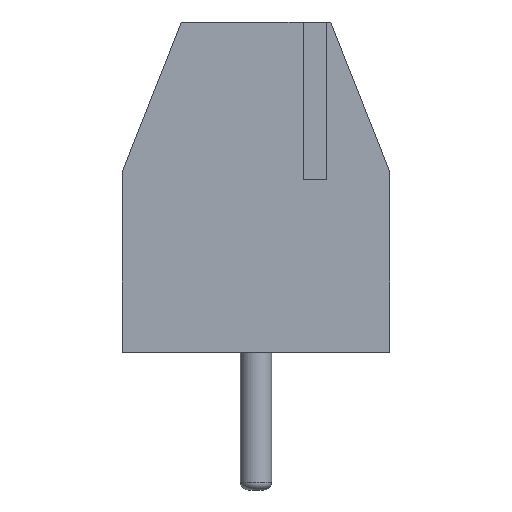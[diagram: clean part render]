
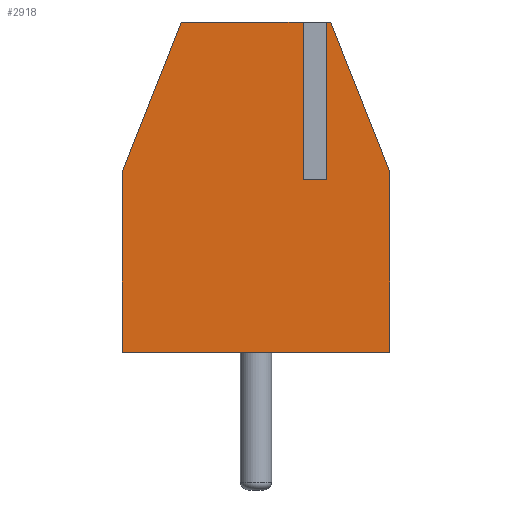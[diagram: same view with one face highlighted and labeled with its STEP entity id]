
A CAD part, left-side view. The second image highlights one B-rep face of the part: STEP entity #2918.
In plain terms, the highlighted planar face has unit normal (-1, 0, 0).
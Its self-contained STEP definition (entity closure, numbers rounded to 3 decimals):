
#2918 = ADVANCED_FACE('',(#2919),#3001,.F.);
#2919 = FACE_BOUND('',#2920,.F.);
#2920 = EDGE_LOOP('',(#2921,#2931,#2939,#2947,#2955,#2963,#2971,#2979,
    #2987,#2995));
#2921 = ORIENTED_EDGE('',*,*,#2922,.F.);
#2922 = EDGE_CURVE('',#2923,#2925,#2927,.T.);
#2923 = VERTEX_POINT('',#2924);
#2924 = CARTESIAN_POINT('',(-1.75,-3.4,4.6));
#2925 = VERTEX_POINT('',#2926);
#2926 = CARTESIAN_POINT('',(-1.75,-1.9,8.4));
#2927 = LINE('',#2928,#2929);
#2928 = CARTESIAN_POINT('',(-1.75,-3.811,3.56));
#2929 = VECTOR('',#2930,1.);
#2930 = DIRECTION('',(0.,0.367,0.93));
#2931 = ORIENTED_EDGE('',*,*,#2932,.F.);
#2932 = EDGE_CURVE('',#2933,#2923,#2935,.T.);
#2933 = VERTEX_POINT('',#2934);
#2934 = CARTESIAN_POINT('',(-1.75,-3.4,0.));
#2935 = LINE('',#2936,#2937);
#2936 = CARTESIAN_POINT('',(-1.75,-3.4,0.));
#2937 = VECTOR('',#2938,1.);
#2938 = DIRECTION('',(0.,0.,1.));
#2939 = ORIENTED_EDGE('',*,*,#2940,.T.);
#2940 = EDGE_CURVE('',#2933,#2941,#2943,.T.);
#2941 = VERTEX_POINT('',#2942);
#2942 = CARTESIAN_POINT('',(-1.75,3.4,0.));
#2943 = LINE('',#2944,#2945);
#2944 = CARTESIAN_POINT('',(-1.75,-3.4,0.));
#2945 = VECTOR('',#2946,1.);
#2946 = DIRECTION('',(0.,1.,0.));
#2947 = ORIENTED_EDGE('',*,*,#2948,.T.);
#2948 = EDGE_CURVE('',#2941,#2949,#2951,.T.);
#2949 = VERTEX_POINT('',#2950);
#2950 = CARTESIAN_POINT('',(-1.75,3.4,4.6));
#2951 = LINE('',#2952,#2953);
#2952 = CARTESIAN_POINT('',(-1.75,3.4,0.));
#2953 = VECTOR('',#2954,1.);
#2954 = DIRECTION('',(0.,0.,1.));
#2955 = ORIENTED_EDGE('',*,*,#2956,.T.);
#2956 = EDGE_CURVE('',#2949,#2957,#2959,.T.);
#2957 = VERTEX_POINT('',#2958);
#2958 = CARTESIAN_POINT('',(-1.75,1.9,8.4));
#2959 = LINE('',#2960,#2961);
#2960 = CARTESIAN_POINT('',(-1.75,3.352,4.721));
#2961 = VECTOR('',#2962,1.);
#2962 = DIRECTION('',(0.,-0.367,0.93));
#2963 = ORIENTED_EDGE('',*,*,#2964,.F.);
#2964 = EDGE_CURVE('',#2965,#2957,#2967,.T.);
#2965 = VERTEX_POINT('',#2966);
#2966 = CARTESIAN_POINT('',(-1.75,-1.3,8.4));
#2967 = LINE('',#2968,#2969);
#2968 = CARTESIAN_POINT('',(-1.75,-3.4,8.4));
#2969 = VECTOR('',#2970,1.);
#2970 = DIRECTION('',(0.,1.,0.));
#2971 = ORIENTED_EDGE('',*,*,#2972,.F.);
#2972 = EDGE_CURVE('',#2973,#2965,#2975,.T.);
#2973 = VERTEX_POINT('',#2974);
#2974 = CARTESIAN_POINT('',(-1.75,-1.3,4.4));
#2975 = LINE('',#2976,#2977);
#2976 = CARTESIAN_POINT('',(-1.75,-1.3,4.4));
#2977 = VECTOR('',#2978,1.);
#2978 = DIRECTION('',(0.,0.,1.));
#2979 = ORIENTED_EDGE('',*,*,#2980,.F.);
#2980 = EDGE_CURVE('',#2981,#2973,#2983,.T.);
#2981 = VERTEX_POINT('',#2982);
#2982 = CARTESIAN_POINT('',(-1.75,-1.7,4.4));
#2983 = LINE('',#2984,#2985);
#2984 = CARTESIAN_POINT('',(-1.75,-1.8,4.4));
#2985 = VECTOR('',#2986,1.);
#2986 = DIRECTION('',(0.,1.,0.));
#2987 = ORIENTED_EDGE('',*,*,#2988,.T.);
#2988 = EDGE_CURVE('',#2981,#2989,#2991,.T.);
#2989 = VERTEX_POINT('',#2990);
#2990 = CARTESIAN_POINT('',(-1.75,-1.7,8.4));
#2991 = LINE('',#2992,#2993);
#2992 = CARTESIAN_POINT('',(-1.75,-1.7,4.4));
#2993 = VECTOR('',#2994,1.);
#2994 = DIRECTION('',(0.,0.,1.));
#2995 = ORIENTED_EDGE('',*,*,#2996,.F.);
#2996 = EDGE_CURVE('',#2925,#2989,#2997,.T.);
#2997 = LINE('',#2998,#2999);
#2998 = CARTESIAN_POINT('',(-1.75,-3.4,8.4));
#2999 = VECTOR('',#3000,1.);
#3000 = DIRECTION('',(0.,1.,0.));
#3001 = PLANE('',#3002);
#3002 = AXIS2_PLACEMENT_3D('',#3003,#3004,#3005);
#3003 = CARTESIAN_POINT('',(-1.75,-3.4,0.));
#3004 = DIRECTION('',(1.,0.,0.));
#3005 = DIRECTION('',(0.,0.,1.));
